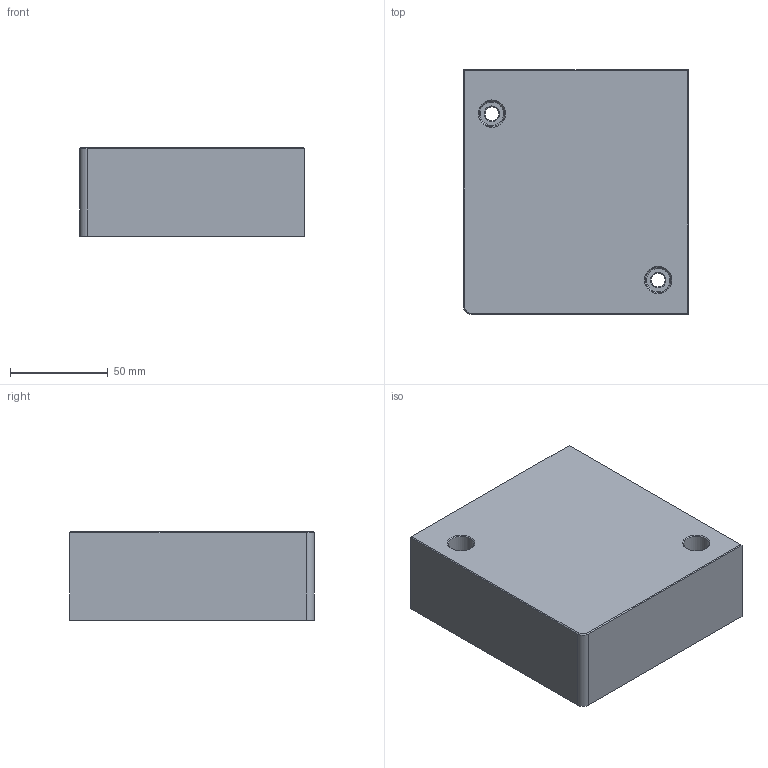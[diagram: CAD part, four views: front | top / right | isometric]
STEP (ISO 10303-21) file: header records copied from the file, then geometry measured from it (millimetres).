
FILE_DESCRIPTION(('FreeCAD Model'),'2;1');
FILE_NAME('Open CASCADE Shape Model','2024-12-05T18:31:03',(''),(''), 'Open CASCADE STEP processor 7.8','FreeCAD','Unknown');
FILE_SCHEMA(('AUTOMOTIVE_DESIGN { 1 0 10303 214 1 1 1 1 }'));
Length unit declared in the file: millimetre
Products named in the file (1): Motor1100BeltCover
Bounding box: 115 x 125 x 45 mm (x, y, z)
Volume: 160730 mm3; surface area: 63525.6 mm2
Topology: 1 solids, 1 shells, 56 faces, 130 edges, 77 vertices
Faces by surface type: plane 20, cylinder 20, torus 7, cone 7, bspline 2
Full cylindrical faces by diameter (mm): 7 x2, 13 x2
Entity records: 3737 total; most frequent: CARTESIAN_POINT 1052, DIRECTION 521, LINE 294, VECTOR 294, ORIENTED_EDGE 258, PCURVE 258, DEFINITIONAL_REPRESENTATION 258, EDGE_CURVE 129
